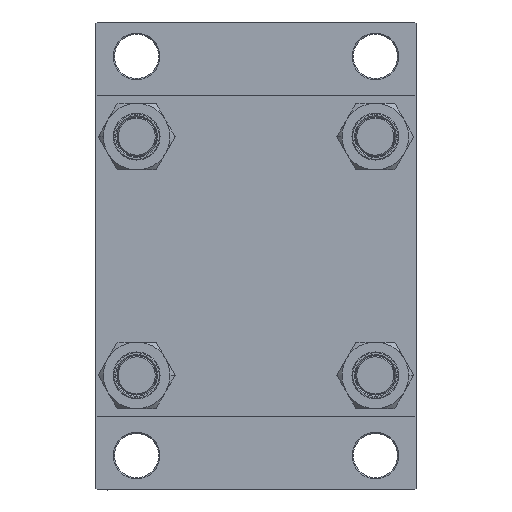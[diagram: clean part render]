
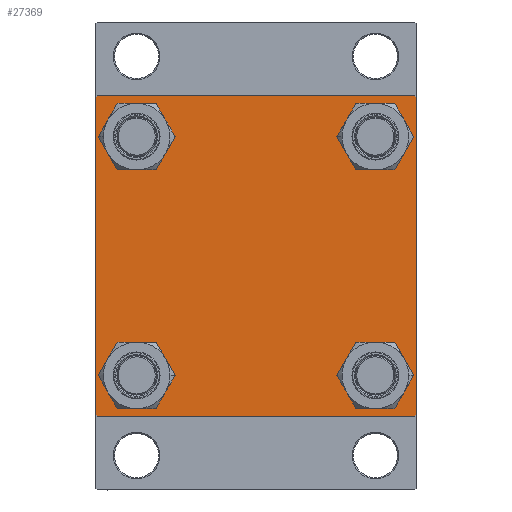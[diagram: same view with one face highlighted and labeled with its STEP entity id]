
A CAD part, left-side view. The second image highlights one B-rep face of the part: STEP entity #27369.
In plain terms, the highlighted planar face has unit normal (-1, 0, 0).
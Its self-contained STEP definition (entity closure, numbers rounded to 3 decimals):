
#576 = VERTEX_POINT ( 'NONE', #25405 ) ;
#1310 = ORIENTED_EDGE ( 'NONE', *, *, #34452, .T. ) ;
#1498 = VERTEX_POINT ( 'NONE', #10009 ) ;
#2308 = CARTESIAN_POINT ( 'NONE',  ( 0., 48.45, -48.45 ) ) ;
#2344 = EDGE_CURVE ( 'NONE', #1498, #24086, #27793, .T. ) ;
#2793 = DIRECTION ( 'NONE',  ( -1., 0., 0. ) ) ;
#2831 = LINE ( 'NONE', #29627, #30755 ) ;
#2857 = EDGE_CURVE ( 'NONE', #21755, #4664, #23496, .T. ) ;
#2874 = ORIENTED_EDGE ( 'NONE', *, *, #20388, .T. ) ;
#3030 = DIRECTION ( 'NONE',  ( 0., 0., 1. ) ) ;
#3189 = VERTEX_POINT ( 'NONE', #19633 ) ;
#3398 = LINE ( 'NONE', #10640, #38123 ) ;
#3526 = EDGE_CURVE ( 'NONE', #7410, #29272, #8067, .T. ) ;
#3686 = ORIENTED_EDGE ( 'NONE', *, *, #2344, .T. ) ;
#4118 = DIRECTION ( 'NONE',  ( 1., 0., 0. ) ) ;
#4557 = ORIENTED_EDGE ( 'NONE', *, *, #3526, .T. ) ;
#4664 = VERTEX_POINT ( 'NONE', #17330 ) ;
#5348 = CARTESIAN_POINT ( 'NONE',  ( 0., -65., 64.5 ) ) ;
#5519 = CIRCLE ( 'NONE', #12475, 8.5 ) ;
#5524 = EDGE_LOOP ( 'NONE', ( #35788, #1310, #3686, #31728, #11448, #45308, #8841, #19073 ) ) ;
#5558 = CARTESIAN_POINT ( 'NONE',  ( 0., 65., -65. ) ) ;
#5731 = AXIS2_PLACEMENT_3D ( 'NONE', #43493, #22247, #22008 ) ;
#5915 = DIRECTION ( 'NONE',  ( 1., 0., 0. ) ) ;
#6422 = FACE_BOUND ( 'NONE', #36340, .T. ) ;
#6766 = VERTEX_POINT ( 'NONE', #27873 ) ;
#7410 = VERTEX_POINT ( 'NONE', #20312 ) ;
#7452 = DIRECTION ( 'NONE',  ( 0., 0., -1. ) ) ;
#7656 = AXIS2_PLACEMENT_3D ( 'NONE', #2308, #16321, #46263 ) ;
#8038 = VECTOR ( 'NONE', #31879, 1000. ) ;
#8067 = CIRCLE ( 'NONE', #14997, 8.5 ) ;
#8674 = DIRECTION ( 'NONE',  ( 0., 0., 1. ) ) ;
#8841 = ORIENTED_EDGE ( 'NONE', *, *, #12557, .F. ) ;
#8942 = CARTESIAN_POINT ( 'NONE',  ( 0., 48.45, 48.45 ) ) ;
#9369 = DIRECTION ( 'NONE',  ( 1., 0., 0. ) ) ;
#10009 = CARTESIAN_POINT ( 'NONE',  ( 0., 64.5, -65. ) ) ;
#10043 = FACE_BOUND ( 'NONE', #20195, .T. ) ;
#10357 = DIRECTION ( 'NONE',  ( 1., 0., 0. ) ) ;
#10640 = CARTESIAN_POINT ( 'NONE',  ( 0., -64.75, -64.75 ) ) ;
#11124 = CIRCLE ( 'NONE', #18827, 8.5 ) ;
#11448 = ORIENTED_EDGE ( 'NONE', *, *, #20358, .F. ) ;
#11449 = LINE ( 'NONE', #36583, #38823 ) ;
#11477 = VECTOR ( 'NONE', #44577, 1000. ) ;
#12330 = DIRECTION ( 'NONE',  ( 1., 0., 0. ) ) ;
#12475 = AXIS2_PLACEMENT_3D ( 'NONE', #34734, #9369, #42914 ) ;
#12557 = EDGE_CURVE ( 'NONE', #576, #21867, #2831, .T. ) ;
#12731 = EDGE_CURVE ( 'NONE', #576, #29930, #41913, .T. ) ;
#14500 = CIRCLE ( 'NONE', #21454, 8.5 ) ;
#14499 = DIRECTION ( 'NONE',  ( 0., 0., -1. ) ) ;
#14997 = AXIS2_PLACEMENT_3D ( 'NONE', #8942, #12330, #35277 ) ;
#15117 = ORIENTED_EDGE ( 'NONE', *, *, #20438, .T. ) ;
#15375 = VECTOR ( 'NONE', #35932, 1000. ) ;
#15406 = EDGE_CURVE ( 'NONE', #6766, #25555, #14500, .T. ) ;
#15624 = CARTESIAN_POINT ( 'NONE',  ( 0., -64.5, -65. ) ) ;
#16321 = DIRECTION ( 'NONE',  ( 1., 0., 0. ) ) ;
#16345 = ORIENTED_EDGE ( 'NONE', *, *, #17119, .T. ) ;
#16656 = EDGE_CURVE ( 'NONE', #30819, #3189, #44640, .T. ) ;
#16674 = CARTESIAN_POINT ( 'NONE',  ( 0., -65., -64.5 ) ) ;
#16878 = EDGE_LOOP ( 'NONE', ( #27298, #15117 ) ) ;
#17119 = EDGE_CURVE ( 'NONE', #4664, #21755, #36165, .T. ) ;
#17314 = CIRCLE ( 'NONE', #5731, 8.5 ) ;
#17330 = CARTESIAN_POINT ( 'NONE',  ( 0., 48.45, -56.95 ) ) ;
#17531 = FACE_OUTER_BOUND ( 'NONE', #5524, .T. ) ;
#17633 = AXIS2_PLACEMENT_3D ( 'NONE', #18811, #10357, #40778 ) ;
#18811 = CARTESIAN_POINT ( 'NONE',  ( 0., -48.45, -48.45 ) ) ;
#18827 = AXIS2_PLACEMENT_3D ( 'NONE', #37207, #4118, #36262 ) ;
#19073 = ORIENTED_EDGE ( 'NONE', *, *, #12731, .T. ) ;
#19389 = CARTESIAN_POINT ( 'NONE',  ( 0., 48.45, -39.95 ) ) ;
#19633 = CARTESIAN_POINT ( 'NONE',  ( 0., -48.45, -56.95 ) ) ;
#20195 = EDGE_LOOP ( 'NONE', ( #31243, #4557 ) ) ;
#20312 = CARTESIAN_POINT ( 'NONE',  ( 0., 48.45, 39.95 ) ) ;
#20358 = EDGE_CURVE ( 'NONE', #47724, #45906, #40347, .T. ) ;
#20388 = EDGE_CURVE ( 'NONE', #3189, #30819, #11124, .T. ) ;
#20395 = EDGE_CURVE ( 'NONE', #24086, #45906, #3398, .T. ) ;
#20438 = EDGE_CURVE ( 'NONE', #25555, #6766, #17314, .T. ) ;
#20653 = DIRECTION ( 'NONE',  ( 0., 0., 1. ) ) ;
#21443 = CARTESIAN_POINT ( 'NONE',  ( 0., 64.75, -64.75 ) ) ;
#21454 = AXIS2_PLACEMENT_3D ( 'NONE', #40813, #27052, #8674 ) ;
#21755 = VERTEX_POINT ( 'NONE', #19389 ) ;
#21867 = VERTEX_POINT ( 'NONE', #34346 ) ;
#22008 = DIRECTION ( 'NONE',  ( 0., 0., 1. ) ) ;
#22247 = DIRECTION ( 'NONE',  ( 1., 0., 0. ) ) ;
#22916 = LINE ( 'NONE', #26300, #43052 ) ;
#23171 = ORIENTED_EDGE ( 'NONE', *, *, #2857, .T. ) ;
#23496 = CIRCLE ( 'NONE', #46655, 8.5 ) ;
#24086 = VERTEX_POINT ( 'NONE', #15624 ) ;
#25405 = CARTESIAN_POINT ( 'NONE',  ( 0., 64.5, 65. ) ) ;
#25555 = VERTEX_POINT ( 'NONE', #42552 ) ;
#25957 = EDGE_LOOP ( 'NONE', ( #44908, #2874 ) ) ;
#26193 = DIRECTION ( 'NONE',  ( 0., 0.707, 0.707 ) ) ;
#26300 = CARTESIAN_POINT ( 'NONE',  ( 0., 65., 65. ) ) ;
#26958 = CARTESIAN_POINT ( 'NONE',  ( 0., 64.75, 64.75 ) ) ;
#27052 = DIRECTION ( 'NONE',  ( 1., 0., 0. ) ) ;
#27298 = ORIENTED_EDGE ( 'NONE', *, *, #15406, .T. ) ;
#27369 = ADVANCED_FACE ( 'NONE', ( #43588, #43357, #6422, #10043, #17531 ), #39967, .T. ) ;
#27793 = LINE ( 'NONE', #5558, #8038 ) ;
#27873 = CARTESIAN_POINT ( 'NONE',  ( 0., -48.45, 56.95 ) ) ;
#29272 = VERTEX_POINT ( 'NONE', #41998 ) ;
#29627 = CARTESIAN_POINT ( 'NONE',  ( 0., 65., 65. ) ) ;
#29930 = VERTEX_POINT ( 'NONE', #39403 ) ;
#30755 = VECTOR ( 'NONE', #33004, 1000. ) ;
#30819 = VERTEX_POINT ( 'NONE', #35372 ) ;
#31243 = ORIENTED_EDGE ( 'NONE', *, *, #39473, .T. ) ;
#31728 = ORIENTED_EDGE ( 'NONE', *, *, #20395, .T. ) ;
#31879 = DIRECTION ( 'NONE',  ( 0., -1., 0. ) ) ;
#32126 = VERTEX_POINT ( 'NONE', #32412 ) ;
#32412 = CARTESIAN_POINT ( 'NONE',  ( 0., 65., -64.5 ) ) ;
#32490 = EDGE_CURVE ( 'NONE', #29930, #32126, #22916, .T. ) ;
#33004 = DIRECTION ( 'NONE',  ( 0., -1., 0. ) ) ;
#34346 = CARTESIAN_POINT ( 'NONE',  ( 0., -64.5, 65. ) ) ;
#34452 = EDGE_CURVE ( 'NONE', #32126, #1498, #43631, .T. ) ;
#34734 = CARTESIAN_POINT ( 'NONE',  ( 0., 48.45, 48.45 ) ) ;
#35277 = DIRECTION ( 'NONE',  ( 0., 0., 1. ) ) ;
#35372 = CARTESIAN_POINT ( 'NONE',  ( 0., -48.45, -39.95 ) ) ;
#35788 = ORIENTED_EDGE ( 'NONE', *, *, #32490, .T. ) ;
#35932 = DIRECTION ( 'NONE',  ( 0., -0.707, -0.707 ) ) ;
#36165 = CIRCLE ( 'NONE', #7656, 8.5 ) ;
#36262 = DIRECTION ( 'NONE',  ( 0., 0., 1. ) ) ;
#36340 = EDGE_LOOP ( 'NONE', ( #23171, #16345 ) ) ;
#36583 = CARTESIAN_POINT ( 'NONE',  ( 0., -64.75, 64.75 ) ) ;
#37207 = CARTESIAN_POINT ( 'NONE',  ( 0., -48.45, -48.45 ) ) ;
#38123 = VECTOR ( 'NONE', #40582, 1000. ) ;
#38823 = VECTOR ( 'NONE', #26193, 1000. ) ;
#39403 = CARTESIAN_POINT ( 'NONE',  ( 0., 65., 64.5 ) ) ;
#39473 = EDGE_CURVE ( 'NONE', #29272, #7410, #5519, .T. ) ;
#39871 = CARTESIAN_POINT ( 'NONE',  ( 0., -65., 65. ) ) ;
#39967 = PLANE ( 'NONE',  #46892 ) ;
#40347 = LINE ( 'NONE', #39871, #47361 ) ;
#40582 = DIRECTION ( 'NONE',  ( 0., -0.707, 0.707 ) ) ;
#40778 = DIRECTION ( 'NONE',  ( 0., 0., 1. ) ) ;
#40813 = CARTESIAN_POINT ( 'NONE',  ( 0., -48.45, 48.45 ) ) ;
#41913 = LINE ( 'NONE', #26958, #11477 ) ;
#41998 = CARTESIAN_POINT ( 'NONE',  ( 0., 48.45, 56.95 ) ) ;
#42145 = CARTESIAN_POINT ( 'NONE',  ( 0., 48.45, -48.45 ) ) ;
#42552 = CARTESIAN_POINT ( 'NONE',  ( 0., -48.45, 39.95 ) ) ;
#42914 = DIRECTION ( 'NONE',  ( 0., 0., 1. ) ) ;
#43052 = VECTOR ( 'NONE', #7452, 1000. ) ;
#43357 = FACE_BOUND ( 'NONE', #25957, .T. ) ;
#43493 = CARTESIAN_POINT ( 'NONE',  ( 0., -48.45, 48.45 ) ) ;
#43588 = FACE_BOUND ( 'NONE', #16878, .T. ) ;
#43631 = LINE ( 'NONE', #21443, #15375 ) ;
#44577 = DIRECTION ( 'NONE',  ( 0., 0.707, -0.707 ) ) ;
#44640 = CIRCLE ( 'NONE', #17633, 8.5 ) ;
#44908 = ORIENTED_EDGE ( 'NONE', *, *, #16656, .T. ) ;
#45308 = ORIENTED_EDGE ( 'NONE', *, *, #46495, .T. ) ;
#45906 = VERTEX_POINT ( 'NONE', #16674 ) ;
#46263 = DIRECTION ( 'NONE',  ( 0., 0., 1. ) ) ;
#46495 = EDGE_CURVE ( 'NONE', #47724, #21867, #11449, .T. ) ;
#46655 = AXIS2_PLACEMENT_3D ( 'NONE', #42145, #5915, #20653 ) ;
#46892 = AXIS2_PLACEMENT_3D ( 'NONE', #47447, #2793, #3030 ) ;
#47361 = VECTOR ( 'NONE', #14499, 1000. ) ;
#47447 = CARTESIAN_POINT ( 'NONE',  ( 0., 0., 0. ) ) ;
#47724 = VERTEX_POINT ( 'NONE', #5348 ) ;
